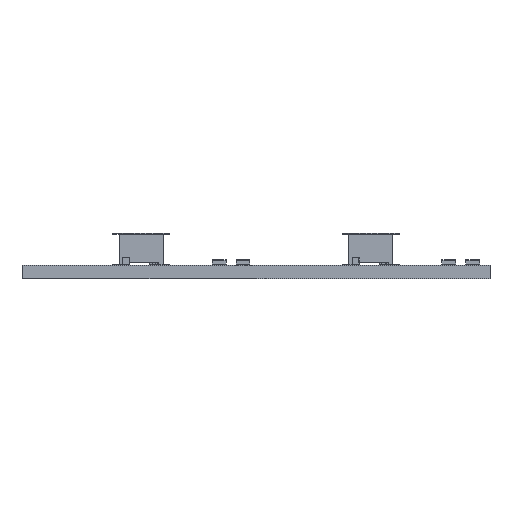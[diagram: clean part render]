
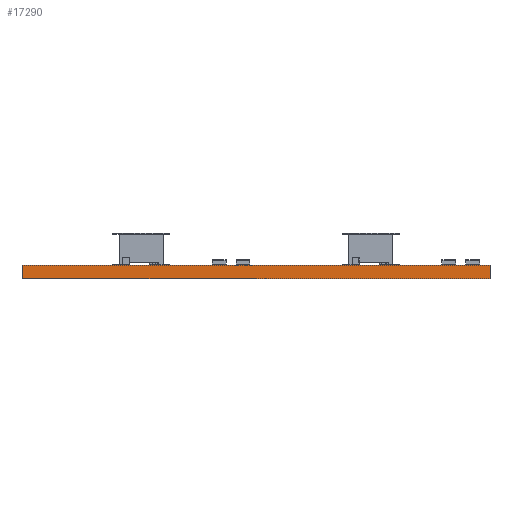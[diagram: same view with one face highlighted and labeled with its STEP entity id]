
A CAD part, front view. The second image highlights one B-rep face of the part: STEP entity #17290.
In plain terms, the highlighted planar face has unit normal (0, -1, 0).
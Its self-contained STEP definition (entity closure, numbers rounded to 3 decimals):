
#17174 = EDGE_CURVE('',#17175,#17177,#17179,.T.);
#17175 = VERTEX_POINT('',#17176);
#17176 = CARTESIAN_POINT('',(-27.,-40.625,0.));
#17177 = VERTEX_POINT('',#17178);
#17178 = CARTESIAN_POINT('',(-27.,-40.625,1.6));
#17179 = SURFACE_CURVE('',#17180,(#17184,#17196),.PCURVE_S1.);
#17180 = LINE('',#17181,#17182);
#17181 = CARTESIAN_POINT('',(-27.,-40.625,0.));
#17182 = VECTOR('',#17183,1.);
#17183 = DIRECTION('',(0.,0.,1.));
#17184 = PCURVE('',#17185,#17190);
#17185 = PLANE('',#17186);
#17186 = AXIS2_PLACEMENT_3D('',#17187,#17188,#17189);
#17187 = CARTESIAN_POINT('',(-27.,-40.625,0.));
#17188 = DIRECTION('',(-1.,0.,0.));
#17189 = DIRECTION('',(0.,1.,0.));
#17190 = DEFINITIONAL_REPRESENTATION('',(#17191),#17195);
#17191 = LINE('',#17192,#17193);
#17192 = CARTESIAN_POINT('',(0.,0.));
#17193 = VECTOR('',#17194,1.);
#17194 = DIRECTION('',(0.,-1.));
#17195 = ( GEOMETRIC_REPRESENTATION_CONTEXT(2) 
PARAMETRIC_REPRESENTATION_CONTEXT() REPRESENTATION_CONTEXT('2D SPACE',''
  ) );
#17196 = PCURVE('',#17197,#17202);
#17197 = PLANE('',#17198);
#17198 = AXIS2_PLACEMENT_3D('',#17199,#17200,#17201);
#17199 = CARTESIAN_POINT('',(27.,-40.625,0.));
#17200 = DIRECTION('',(0.,-1.,0.));
#17201 = DIRECTION('',(-1.,0.,0.));
#17202 = DEFINITIONAL_REPRESENTATION('',(#17203),#17207);
#17203 = LINE('',#17204,#17205);
#17204 = CARTESIAN_POINT('',(54.,0.));
#17205 = VECTOR('',#17206,1.);
#17206 = DIRECTION('',(0.,-1.));
#17207 = ( GEOMETRIC_REPRESENTATION_CONTEXT(2) 
PARAMETRIC_REPRESENTATION_CONTEXT() REPRESENTATION_CONTEXT('2D SPACE',''
  ) );
#17225 = PLANE('',#17226);
#17226 = AXIS2_PLACEMENT_3D('',#17227,#17228,#17229);
#17227 = CARTESIAN_POINT('',(0.,0.,1.6));
#17228 = DIRECTION('',(0.,0.,-1.));
#17229 = DIRECTION('',(-1.,0.,0.));
#17279 = PLANE('',#17280);
#17280 = AXIS2_PLACEMENT_3D('',#17281,#17282,#17283);
#17281 = CARTESIAN_POINT('',(0.,0.,0.));
#17282 = DIRECTION('',(0.,0.,-1.));
#17283 = DIRECTION('',(-1.,0.,0.));
#17290 = ADVANCED_FACE('',(#17291),#17197,.T.);
#17291 = FACE_BOUND('',#17292,.T.);
#17292 = EDGE_LOOP('',(#17293,#17323,#17344,#17345));
#17293 = ORIENTED_EDGE('',*,*,#17294,.T.);
#17294 = EDGE_CURVE('',#17295,#17297,#17299,.T.);
#17295 = VERTEX_POINT('',#17296);
#17296 = CARTESIAN_POINT('',(27.,-40.625,0.));
#17297 = VERTEX_POINT('',#17298);
#17298 = CARTESIAN_POINT('',(27.,-40.625,1.6));
#17299 = SURFACE_CURVE('',#17300,(#17304,#17311),.PCURVE_S1.);
#17300 = LINE('',#17301,#17302);
#17301 = CARTESIAN_POINT('',(27.,-40.625,0.));
#17302 = VECTOR('',#17303,1.);
#17303 = DIRECTION('',(0.,0.,1.));
#17304 = PCURVE('',#17197,#17305);
#17305 = DEFINITIONAL_REPRESENTATION('',(#17306),#17310);
#17306 = LINE('',#17307,#17308);
#17307 = CARTESIAN_POINT('',(0.,0.));
#17308 = VECTOR('',#17309,1.);
#17309 = DIRECTION('',(0.,-1.));
#17310 = ( GEOMETRIC_REPRESENTATION_CONTEXT(2) 
PARAMETRIC_REPRESENTATION_CONTEXT() REPRESENTATION_CONTEXT('2D SPACE',''
  ) );
#17311 = PCURVE('',#17312,#17317);
#17312 = PLANE('',#17313);
#17313 = AXIS2_PLACEMENT_3D('',#17314,#17315,#17316);
#17314 = CARTESIAN_POINT('',(27.,40.625,0.));
#17315 = DIRECTION('',(1.,0.,0.));
#17316 = DIRECTION('',(0.,-1.,0.));
#17317 = DEFINITIONAL_REPRESENTATION('',(#17318),#17322);
#17318 = LINE('',#17319,#17320);
#17319 = CARTESIAN_POINT('',(81.25,0.));
#17320 = VECTOR('',#17321,1.);
#17321 = DIRECTION('',(0.,-1.));
#17322 = ( GEOMETRIC_REPRESENTATION_CONTEXT(2) 
PARAMETRIC_REPRESENTATION_CONTEXT() REPRESENTATION_CONTEXT('2D SPACE',''
  ) );
#17323 = ORIENTED_EDGE('',*,*,#17324,.T.);
#17324 = EDGE_CURVE('',#17297,#17177,#17325,.T.);
#17325 = SURFACE_CURVE('',#17326,(#17330,#17337),.PCURVE_S1.);
#17326 = LINE('',#17327,#17328);
#17327 = CARTESIAN_POINT('',(27.,-40.625,1.6));
#17328 = VECTOR('',#17329,1.);
#17329 = DIRECTION('',(-1.,0.,0.));
#17330 = PCURVE('',#17197,#17331);
#17331 = DEFINITIONAL_REPRESENTATION('',(#17332),#17336);
#17332 = LINE('',#17333,#17334);
#17333 = CARTESIAN_POINT('',(0.,-1.6));
#17334 = VECTOR('',#17335,1.);
#17335 = DIRECTION('',(1.,0.));
#17336 = ( GEOMETRIC_REPRESENTATION_CONTEXT(2) 
PARAMETRIC_REPRESENTATION_CONTEXT() REPRESENTATION_CONTEXT('2D SPACE',''
  ) );
#17337 = PCURVE('',#17225,#17338);
#17338 = DEFINITIONAL_REPRESENTATION('',(#17339),#17343);
#17339 = LINE('',#17340,#17341);
#17340 = CARTESIAN_POINT('',(-27.,-40.625));
#17341 = VECTOR('',#17342,1.);
#17342 = DIRECTION('',(1.,0.));
#17343 = ( GEOMETRIC_REPRESENTATION_CONTEXT(2) 
PARAMETRIC_REPRESENTATION_CONTEXT() REPRESENTATION_CONTEXT('2D SPACE',''
  ) );
#17344 = ORIENTED_EDGE('',*,*,#17174,.F.);
#17345 = ORIENTED_EDGE('',*,*,#17346,.F.);
#17346 = EDGE_CURVE('',#17295,#17175,#17347,.T.);
#17347 = SURFACE_CURVE('',#17348,(#17352,#17359),.PCURVE_S1.);
#17348 = LINE('',#17349,#17350);
#17349 = CARTESIAN_POINT('',(27.,-40.625,0.));
#17350 = VECTOR('',#17351,1.);
#17351 = DIRECTION('',(-1.,0.,0.));
#17352 = PCURVE('',#17197,#17353);
#17353 = DEFINITIONAL_REPRESENTATION('',(#17354),#17358);
#17354 = LINE('',#17355,#17356);
#17355 = CARTESIAN_POINT('',(0.,0.));
#17356 = VECTOR('',#17357,1.);
#17357 = DIRECTION('',(1.,0.));
#17358 = ( GEOMETRIC_REPRESENTATION_CONTEXT(2) 
PARAMETRIC_REPRESENTATION_CONTEXT() REPRESENTATION_CONTEXT('2D SPACE',''
  ) );
#17359 = PCURVE('',#17279,#17360);
#17360 = DEFINITIONAL_REPRESENTATION('',(#17361),#17365);
#17361 = LINE('',#17362,#17363);
#17362 = CARTESIAN_POINT('',(-27.,-40.625));
#17363 = VECTOR('',#17364,1.);
#17364 = DIRECTION('',(1.,0.));
#17365 = ( GEOMETRIC_REPRESENTATION_CONTEXT(2) 
PARAMETRIC_REPRESENTATION_CONTEXT() REPRESENTATION_CONTEXT('2D SPACE',''
  ) );
